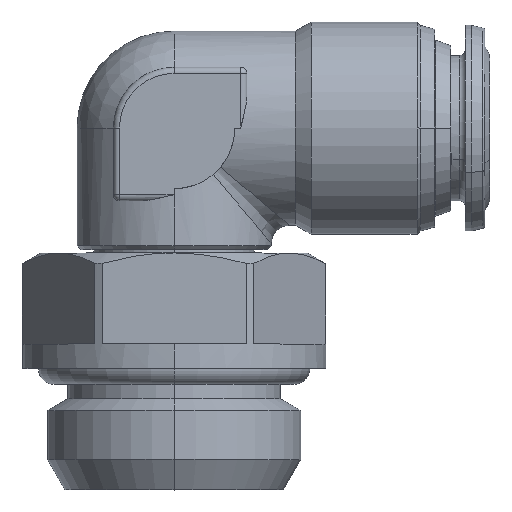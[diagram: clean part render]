
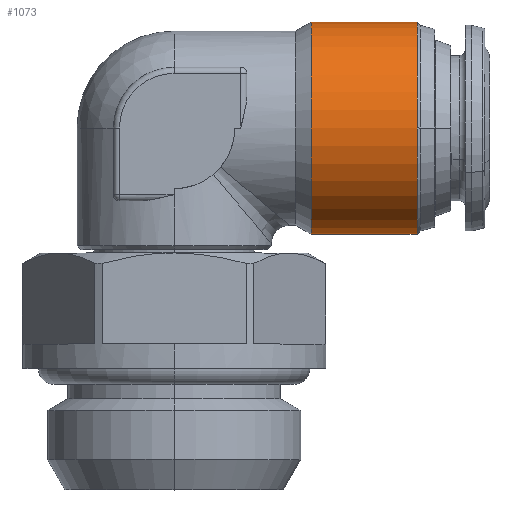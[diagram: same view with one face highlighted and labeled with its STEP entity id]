
A CAD part, top view. The second image highlights one B-rep face of the part: STEP entity #1073.
In plain terms, the highlighted cylindrical face has radius 8.75 mm (diameter 17.5 mm), a partial arc.
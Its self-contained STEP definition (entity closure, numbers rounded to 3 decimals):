
#185 = ORIENTED_EDGE ( 'NONE', *, *, #4491, .T. ) ;
#186 = ORIENTED_EDGE ( 'NONE', *, *, #4510, .T. ) ;
#187 = ORIENTED_EDGE ( 'NONE', *, *, #4511, .T. ) ;
#188 = ORIENTED_EDGE ( 'NONE', *, *, #4479, .T. ) ;
#189 = ORIENTED_EDGE ( 'NONE', *, *, #4512, .F. ) ;
#1073 = ADVANCED_FACE ( 'NONE', ( #2628 ), #1440, .T. ) ;
#1440 = CYLINDRICAL_SURFACE ( 'NONE', #1921, 8.75 ) ;
#1921 = AXIS2_PLACEMENT_3D ( 'NONE', #2449, #2450, #2458 ) ;
#2111 = AXIS2_PLACEMENT_3D ( 'NONE', #4978, #4979, #4980 ) ;
#2119 = AXIS2_PLACEMENT_3D ( 'NONE', #5011, #5012, #5013 ) ;
#2121 = AXIS2_PLACEMENT_3D ( 'NONE', #5095, #5096, #5097 ) ;
#2253 = EDGE_LOOP ( 'NONE', ( #185, #186, #187, #188, #189 ) ) ;
#2449 = CARTESIAN_POINT ( 'NONE',  ( 22.4, 22.4, 0. ) ) ;
#2450 = DIRECTION ( 'NONE',  ( 1., 0., 0. ) ) ;
#2458 = DIRECTION ( 'NONE',  ( 0., 1., 0. ) ) ;
#2628 = FACE_OUTER_BOUND ( 'NONE', #2253, .T. ) ;
#3998 = VERTEX_POINT ( 'NONE', #4787 ) ;
#4004 = VERTEX_POINT ( 'NONE', #4789 ) ;
#4006 = VERTEX_POINT ( 'NONE', #4794 ) ;
#4018 = VERTEX_POINT ( 'NONE', #4806 ) ;
#4022 = VERTEX_POINT ( 'NONE', #4810 ) ;
#4479 = EDGE_CURVE ( 'NONE', #4022, #4018, #6382, .T. ) ;
#4491 = EDGE_CURVE ( 'NONE', #4006, #4004, #6400, .T. ) ;
#4510 = EDGE_CURVE ( 'NONE', #4004, #3998, #6423, .T. ) ;
#4511 = EDGE_CURVE ( 'NONE', #3998, #4022, #6420, .T. ) ;
#4512 = EDGE_CURVE ( 'NONE', #4006, #4018, #6425, .T. ) ;
#4787 = CARTESIAN_POINT ( 'NONE',  ( 20.022, 13.65, 0. ) ) ;
#4789 = CARTESIAN_POINT ( 'NONE',  ( 11.299, 13.65, 0. ) ) ;
#4794 = CARTESIAN_POINT ( 'NONE',  ( 11.299, 31.15, 0. ) ) ;
#4806 = CARTESIAN_POINT ( 'NONE',  ( 20.022, 31.15, 0. ) ) ;
#4810 = CARTESIAN_POINT ( 'NONE',  ( 20.022, 22.4, 8.75 ) ) ;
#4978 = CARTESIAN_POINT ( 'NONE',  ( 20.022, 22.4, 0. ) ) ;
#4979 = DIRECTION ( 'NONE',  ( -1., 0., 0. ) ) ;
#4980 = DIRECTION ( 'NONE',  ( 0., 0., 1. ) ) ;
#5011 = CARTESIAN_POINT ( 'NONE',  ( 11.299, 22.4, 0. ) ) ;
#5012 = DIRECTION ( 'NONE',  ( 1., 0., 0. ) ) ;
#5013 = DIRECTION ( 'NONE',  ( 0., 1., 0. ) ) ;
#5080 = DIRECTION ( 'NONE',  ( 1., 0., 0. ) ) ;
#5081 = CARTESIAN_POINT ( 'NONE',  ( 22.4, 31.15, 0. ) ) ;
#5092 = CARTESIAN_POINT ( 'NONE',  ( 22.4, 13.65, 0. ) ) ;
#5093 = DIRECTION ( 'NONE',  ( 1., 0., 0. ) ) ;
#5095 = CARTESIAN_POINT ( 'NONE',  ( 20.022, 22.4, 0. ) ) ;
#5096 = DIRECTION ( 'NONE',  ( -1., 0., 0. ) ) ;
#5097 = DIRECTION ( 'NONE',  ( 0., 0., 1. ) ) ;
#6382 = CIRCLE ( 'NONE', #2111, 8.75 ) ;
#6400 = CIRCLE ( 'NONE', #2119, 8.75 ) ;
#6420 = CIRCLE ( 'NONE', #2121, 8.75 ) ;
#6423 = LINE ( 'NONE', #5092, #6424 ) ;
#6424 = VECTOR ( 'NONE', #5093, 1000. ) ;
#6425 = LINE ( 'NONE', #5081, #6427 ) ;
#6427 = VECTOR ( 'NONE', #5080, 1000. ) ;
